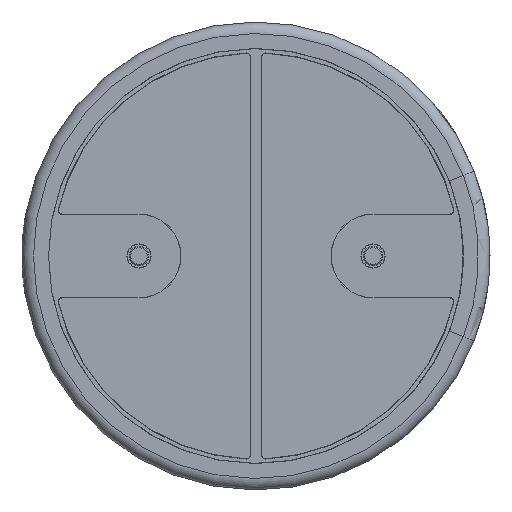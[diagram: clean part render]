
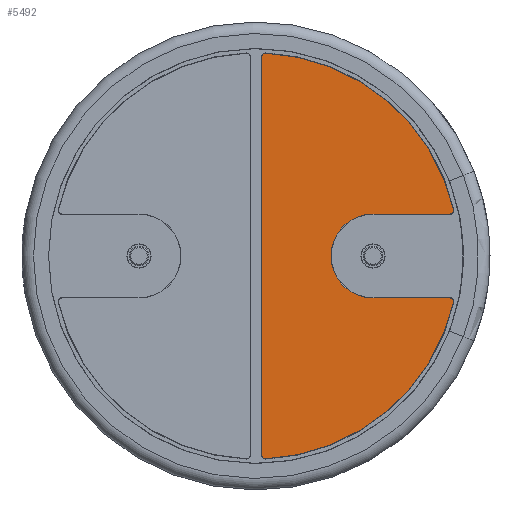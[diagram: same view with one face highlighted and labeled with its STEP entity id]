
A CAD part, front view. The second image highlights one B-rep face of the part: STEP entity #5492.
In plain terms, the highlighted planar face has unit normal (0, -1, 0).
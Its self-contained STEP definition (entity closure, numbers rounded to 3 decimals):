
#64=PLANE('',#5881);
#324=CIRCLE('',#5846,0.185);
#327=CIRCLE('',#5851,0.185);
#330=CIRCLE('',#5855,9.545);
#333=CIRCLE('',#5859,0.185);
#337=CIRCLE('',#5865,1.973);
#341=CIRCLE('',#5871,0.185);
#343=CIRCLE('',#5874,9.545);
#537=FACE_OUTER_BOUND('',#804,.T.);
#804=EDGE_LOOP('',(#4567,#4568,#4569,#4570,#4571,#4572,#4573,#4574,#4575,
#4576));
#1048=LINE('',#11451,#1267);
#1050=LINE('',#11475,#1269);
#1052=LINE('',#11487,#1271);
#1267=VECTOR('',#6693,10.);
#1269=VECTOR('',#6723,10.);
#1271=VECTOR('',#6737,10.);
#2334=VERTEX_POINT('',#11439);
#2337=VERTEX_POINT('',#11444);
#2339=VERTEX_POINT('',#11449);
#2341=VERTEX_POINT('',#11455);
#2343=VERTEX_POINT('',#11461);
#2345=VERTEX_POINT('',#11467);
#2347=VERTEX_POINT('',#11473);
#2349=VERTEX_POINT('',#11479);
#2351=VERTEX_POINT('',#11485);
#2353=VERTEX_POINT('',#11491);
#3090=EDGE_CURVE('',#2337,#2334,#324,.T.);
#3092=EDGE_CURVE('',#2339,#2337,#1048,.T.);
#3095=EDGE_CURVE('',#2341,#2339,#327,.T.);
#3098=EDGE_CURVE('',#2343,#2341,#330,.T.);
#3101=EDGE_CURVE('',#2345,#2343,#333,.T.);
#3104=EDGE_CURVE('',#2347,#2345,#1050,.T.);
#3107=EDGE_CURVE('',#2349,#2347,#337,.T.);
#3110=EDGE_CURVE('',#2351,#2349,#1052,.T.);
#3113=EDGE_CURVE('',#2353,#2351,#341,.T.);
#3115=EDGE_CURVE('',#2334,#2353,#343,.T.);
#4567=ORIENTED_EDGE('',*,*,#3090,.F.);
#4568=ORIENTED_EDGE('',*,*,#3092,.F.);
#4569=ORIENTED_EDGE('',*,*,#3095,.F.);
#4570=ORIENTED_EDGE('',*,*,#3098,.F.);
#4571=ORIENTED_EDGE('',*,*,#3101,.F.);
#4572=ORIENTED_EDGE('',*,*,#3104,.F.);
#4573=ORIENTED_EDGE('',*,*,#3107,.F.);
#4574=ORIENTED_EDGE('',*,*,#3110,.F.);
#4575=ORIENTED_EDGE('',*,*,#3113,.F.);
#4576=ORIENTED_EDGE('',*,*,#3115,.F.);
#5492=ADVANCED_FACE('',(#537),#64,.F.);
#5846=AXIS2_PLACEMENT_3D('',#11446,#6687,#6688);
#5851=AXIS2_PLACEMENT_3D('',#11457,#6699,#6700);
#5855=AXIS2_PLACEMENT_3D('',#11463,#6707,#6708);
#5859=AXIS2_PLACEMENT_3D('',#11469,#6715,#6716);
#5865=AXIS2_PLACEMENT_3D('',#11481,#6729,#6730);
#5871=AXIS2_PLACEMENT_3D('',#11493,#6743,#6744);
#5874=AXIS2_PLACEMENT_3D('',#11496,#6749,#6750);
#5881=AXIS2_PLACEMENT_3D('',#11509,#6769,#6770);
#6687=DIRECTION('center_axis',(0.,1.,0.));
#6688=DIRECTION('ref_axis',(-0.69,0.,0.724));
#6693=DIRECTION('',(0.,0.,1.));
#6699=DIRECTION('center_axis',(0.,1.,0.));
#6700=DIRECTION('ref_axis',(-0.69,0.,-0.724));
#6707=DIRECTION('center_axis',(0.,1.,0.));
#6708=DIRECTION('ref_axis',(0.639,0.,-0.769));
#6715=DIRECTION('center_axis',(0.,1.,0.));
#6716=DIRECTION('ref_axis',(0.784,0.,0.62));
#6723=DIRECTION('',(1.,0.,0.));
#6729=DIRECTION('center_axis',(0.,-1.,0.));
#6730=DIRECTION('ref_axis',(-1.,0.,0.));
#6737=DIRECTION('',(-1.,0.,0.));
#6743=DIRECTION('center_axis',(0.,1.,0.));
#6744=DIRECTION('ref_axis',(0.784,0.,-0.62));
#6749=DIRECTION('center_axis',(0.,1.,0.));
#6750=DIRECTION('ref_axis',(0.639,0.,0.769));
#6769=DIRECTION('center_axis',(0.,1.,0.));
#6770=DIRECTION('ref_axis',(0.,0.,1.));
#11439=CARTESIAN_POINT('',(0.464,-0.1,9.534));
#11444=CARTESIAN_POINT('',(0.27,-0.1,9.349));
#11446=CARTESIAN_POINT('Origin',(0.455,-0.1,9.349));
#11449=CARTESIAN_POINT('',(0.27,-0.1,-9.349));
#11451=CARTESIAN_POINT('',(0.27,-0.1,4.674));
#11455=CARTESIAN_POINT('',(0.464,-0.1,-9.534));
#11457=CARTESIAN_POINT('Origin',(0.455,-0.1,-9.349));
#11461=CARTESIAN_POINT('',(9.288,-0.1,-2.201));
#11463=CARTESIAN_POINT('Origin',(0.,-0.1,0.));
#11467=CARTESIAN_POINT('',(9.108,-0.1,-1.973));
#11469=CARTESIAN_POINT('Origin',(9.108,-0.1,-2.158));
#11473=CARTESIAN_POINT('',(5.5,-0.1,-1.973));
#11475=CARTESIAN_POINT('',(6.945,-0.1,-1.973));
#11479=CARTESIAN_POINT('',(5.5,-0.1,1.973));
#11481=CARTESIAN_POINT('Origin',(5.5,-0.1,0.));
#11485=CARTESIAN_POINT('',(9.108,-0.1,1.973));
#11487=CARTESIAN_POINT('',(5.141,-0.1,1.973));
#11491=CARTESIAN_POINT('',(9.288,-0.1,2.201));
#11493=CARTESIAN_POINT('Origin',(9.108,-0.1,2.158));
#11496=CARTESIAN_POINT('Origin',(0.,-0.1,0.));
#11509=CARTESIAN_POINT('Origin',(4.781,-0.1,0.));
